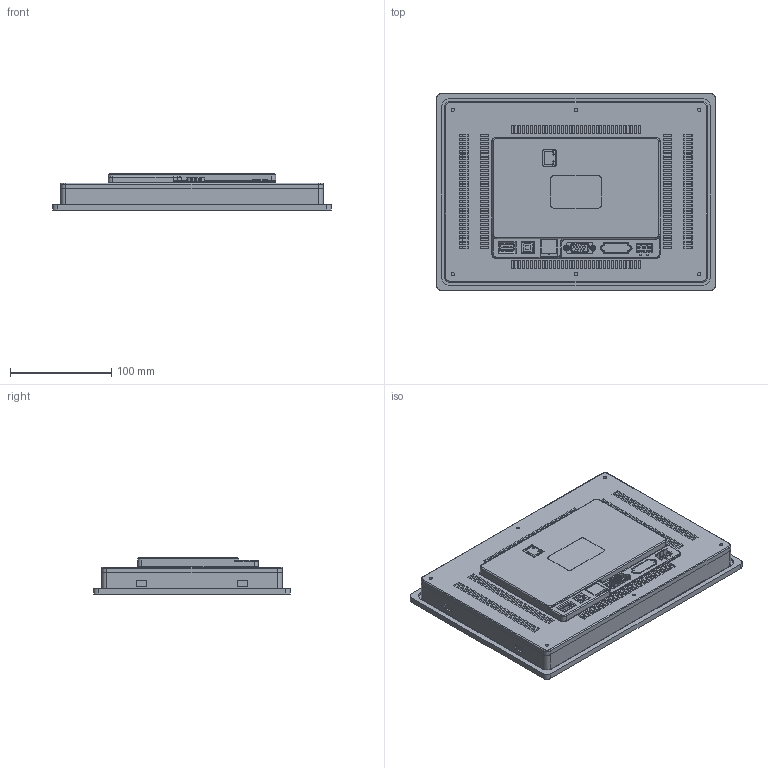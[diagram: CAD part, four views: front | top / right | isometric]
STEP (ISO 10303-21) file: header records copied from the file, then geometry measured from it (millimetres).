
FILE_DESCRIPTION(('STEP AP203'), '1');
FILE_NAME('Ïóëüò ÑÐ6923.10_TK6100FH-3D_1', '', ('UNSPECIFIED'), ('UNSPECIFIED'), 'C3D Converter', 'C3D Toolkit', '');
FILE_SCHEMA(('CONFIG_CONTROL_DESIGN'));
Length unit declared in the file: millimetre
Products named in the file (23): TK6100FH-3D; TK6100FH.STEP; TK6100FH____(2)^TK6100FH____.STEP; TK6100FH____^TK6100FH____(2)_TK6100FH____.STEP; ____^TK6100FH____(2)_TK6100FH____.STEP; J5^TK6100FH____(2)_TK6100FH____.STEP; J5.STEP^J5_TK6100FH____(2)_TK6100FH____.STEP; 3x5_08mm.STEP^J5.STEP_J5_TK6100FH____(2)_TK6100FH____.STEP; USBB^TK6100FH____(2)_TK6100FH____.STEP; J4^TK6100FH____(2)_TK6100FH____.STEP; J4.STEP^J4_TK6100FH____(2)_TK6100FH____.STEP; usb_a-usb_a-top-c.STEP^J4.STEP_J4_TK6100FH____(2)_TK6100FH____.STEP; J3^TK6100FH____(2)_TK6100FH____.STEP; J3.STEP^J3_TK6100FH____(2)_TK6100FH____.STEP; F09P1Gy-0982.STEP^J3.STEP_J3_TK6100FH____(2)_TK6100FH____.STEP; ____-0^TK6100FH____(2)_TK6100FH____.STEP; Экран TK60100FH; RJ45 Jack Modular; RJ45-LED''s; RJ45-Shield; RJ45- ARRAY PIN; RJ45-Housing
Assembly tree (22 placements, depth 7):
  (unnamed)
    TK6100FH-3D
      TK6100FH.STEP
        TK6100FH____(2)^TK6100FH____.STEP
          TK6100FH____^TK6100FH____(2)_TK6100FH____.STEP
          ____^TK6100FH____(2)_TK6100FH____.STEP
          J5^TK6100FH____(2)_TK6100FH____.STEP
            J5.STEP^J5_TK6100FH____(2)_TK6100FH____.STEP
              3x5_08mm.STEP^J5.STEP_J5_TK6100FH____(2)_TK6100FH____.STEP
          USBB^TK6100FH____(2)_TK6100FH____.STEP
          J4^TK6100FH____(2)_TK6100FH____.STEP
            J4.STEP^J4_TK6100FH____(2)_TK6100FH____.STEP
              usb_a-usb_a-top-c.STEP^J4.STEP_J4_TK6100FH____(2)_TK6100FH____.STEP
          J3^TK6100FH____(2)_TK6100FH____.STEP
            J3.STEP^J3_TK6100FH____(2)_TK6100FH____.STEP
              F09P1Gy-0982.STEP^J3.STEP_J3_TK6100FH____(2)_TK6100FH____.STEP
          ____-0^TK6100FH____(2)_TK6100FH____.STEP
    Экран TK60100FH
    RJ45 Jack Modular
      RJ45-LED''s
      RJ45-Shield
      RJ45- ARRAY PIN
      RJ45-Housing
Bounding box: 275 x 194 x 36.97 mm (x, y, z)
Volume: 582601.9 mm3; surface area: 412335.4 mm2
Topology: 13 solids, 53 shells, 4094 faces, 11901 edges, 7756 vertices
Faces by surface type: plane 2819, cylinder 578, bspline 476, cone 112, torus 105, sphere 4
Full cylindrical faces by diameter (mm): 0.585 x9, 1 x9, 2 x8, 2.1 x11, 2.16 x2, 2.6 x3, 3 x3, 3.2 x6, 3.4 x2
Entity records: 206947 total; most frequent: CARTESIAN_POINT 68738, ORIENTED_EDGE 23574, DIRECTION 18473, EDGE_CURVE 11787, LINE 8715, VECTOR 8715, VERTEX_POINT 7756, AXIS2_PLACEMENT_3D 4879
